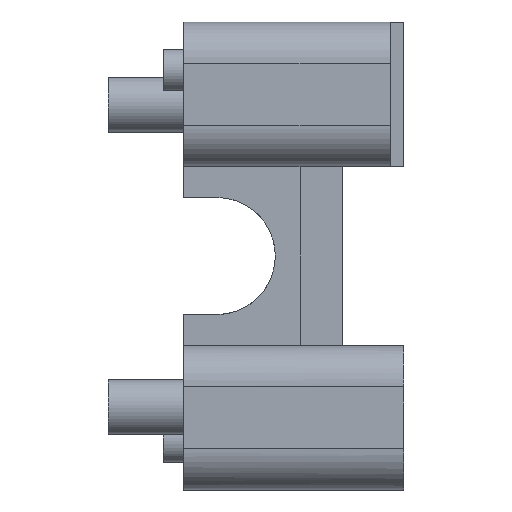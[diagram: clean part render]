
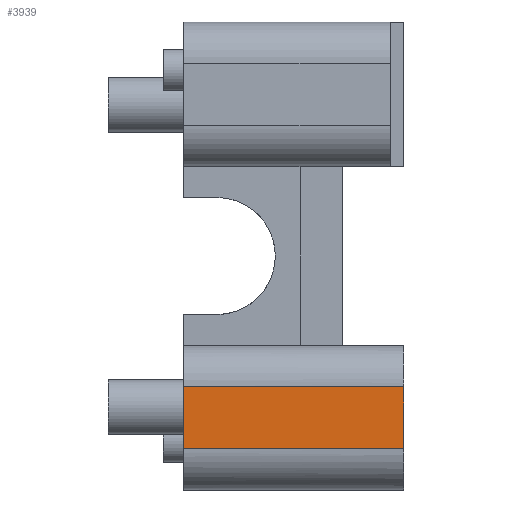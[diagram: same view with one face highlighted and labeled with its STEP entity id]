
A CAD part, left-side view. The second image highlights one B-rep face of the part: STEP entity #3939.
In plain terms, the highlighted free-form (B-spline) face has degree [1, 1] with [2, 2] control points.
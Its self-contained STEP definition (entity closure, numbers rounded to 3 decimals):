
#3873=CARTESIAN_POINT('V73',(-54.25,4.5,
   -14.0));
#3874=VERTEX_POINT('V73',#3873);
#3889=CARTESIAN_POINT('V27',(-54.25,-11.5,
   -14.0));
#3890=VERTEX_POINT('V27',#3889);
#3904=CARTESIAN_POINT('E130',(-54.25,4.5,
   -14.0));
#3905=CARTESIAN_POINT('E130',(-54.25,
   -11.5,-14.0));
#3906=QUASI_UNIFORM_CURVE('E130',1,(#3904,#3905),.POLYLINE_FORM.,.F.,
   .U.);
#3907=EDGE_CURVE('E130',#3874,#3890,#3906,.T.);
#3912=CARTESIAN_POINT('F50',(-54.25,4.5,
   14.0));
#3913=CARTESIAN_POINT('F50',(-54.25,4.5,
   -14.0));
#3914=CARTESIAN_POINT('F50',(-54.25,-11.5,
   14.0));
#3915=CARTESIAN_POINT('F50',(-54.25,-11.5,
   -14.0));
#3916=B_SPLINE_SURFACE_WITH_KNOTS('F50',1,1,((#3912,#3914),(#3913,
   #3915)),.PLANE_SURF.,.F.,.F.,.U.,(2,2),(2,2),(0.0,
   1.75),(0.0,1.0),.UNSPECIFIED.);
#3917=CARTESIAN_POINT('V26',(-54.25,-11.5,
   -9.5));
#3918=VERTEX_POINT('V26',#3917);
#3919=CARTESIAN_POINT('V74',(-54.25,4.5,
   -9.5));
#3920=VERTEX_POINT('V74',#3919);
#3921=CARTESIAN_POINT('E116',(-54.25,
   -11.5,-9.5));
#3922=CARTESIAN_POINT('E116',(-54.25,4.5,
   -9.5));
#3923=B_SPLINE_CURVE_WITH_KNOTS('E116',1,(#3921,#3922),
   .POLYLINE_FORM.,.F.,.U.,(2,2),(2.0,5.395),
   .UNSPECIFIED.);
#3924=EDGE_CURVE('E116',#3918,#3920,#3923,.T.);
#3925=ORIENTED_EDGE('E116',*,*,#3924,.T.);
#3926=CARTESIAN_POINT('E98',(-54.25,4.5,
   -9.5));
#3927=CARTESIAN_POINT('E98',(-54.25,4.5,
   -14.0));
#3928=B_SPLINE_CURVE_WITH_KNOTS('E98',1,(#3926,#3927),
   .POLYLINE_FORM.,.F.,.U.,(2,2),(0.839,1.0),
   .UNSPECIFIED.);
#3929=EDGE_CURVE('E98',#3920,#3874,#3928,.T.);
#3930=ORIENTED_EDGE('E98',*,*,#3929,.T.);
#3931=ORIENTED_EDGE('F44',*,*,#3907,.T.);
#3932=CARTESIAN_POINT('E38',(-54.25,-11.5,
   -14.0));
#3933=CARTESIAN_POINT('E38',(-54.25,-11.5,
   -9.5));
#3934=B_SPLINE_CURVE_WITH_KNOTS('E38',1,(#3932,#3933),
   .POLYLINE_FORM.,.F.,.U.,(2,2),(0.0,0.161),
   .UNSPECIFIED.);
#3935=EDGE_CURVE('E38',#3890,#3918,#3934,.T.);
#3936=ORIENTED_EDGE('E38',*,*,#3935,.T.);
#3937=EDGE_LOOP('F50',(#3925,#3930,#3931,#3936));
#3938=FACE_OUTER_BOUND('F50',#3937,.T.);
#3939=ADVANCED_FACE('F50',(#3938),#3916,.T.);
